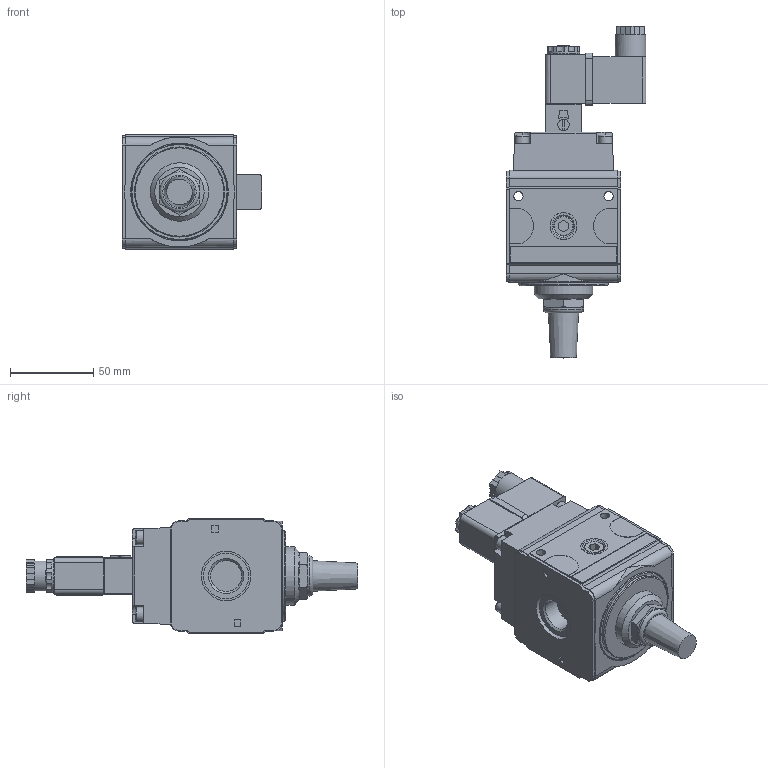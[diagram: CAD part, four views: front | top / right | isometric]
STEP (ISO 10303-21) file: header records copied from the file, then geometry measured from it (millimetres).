
FILE_DESCRIPTION( ( 'STEP AP203' ), ' ' );
FILE_NAME( '9.4033.500.stp', '2017-04-10T13:20:16', ( '' ), ( '' ), ' ', 'PARTsolutions', ' ' );
FILE_SCHEMA( ( 'CONFIG_CONTROL_DESIGN' ) );
Length unit declared in the file: millimetre
Products named in the file (3): 9.4033.500; _S 33-4-00000-G; _S 33-4-2
Assembly tree (2 placements, depth 2):
  9.4033.500
    _S 33-4-00000-G
    _S 33-4-2
Bounding box: 83.8 x 199 x 69.2 mm (x, y, z)
Volume: 444141.1 mm3; surface area: 54409.7 mm2
Topology: 2 solids, 4 shells, 421 faces, 1030 edges, 668 vertices
Faces by surface type: plane 306, cylinder 85, cone 25, torus 5
Full cylindrical faces by diameter (mm): 3 x1, 5 x1, 5.5 x2, 6.8 x1, 7.1 x1, 7.2 x1, 8.5 x4, 9.7 x1, 10 x1, 15.3 x1, 16 x3, 16.1 x2, 18.5 x1, 18.631 x2, 19.5 x1, 23 x1, 24 x1, 27.2 x1, 27.3 x1, 29.6 x2, 35 x1, 54 x1, 58 x1, 58.6 x1
Entity records: 12227 total; most frequent: CARTESIAN_POINT 2277, DIRECTION 2029, ORIENTED_EDGE 1944, EDGE_CURVE 972, LINE 699, VECTOR 699, AXIS2_PLACEMENT_3D 665, VERTEX_POINT 661
